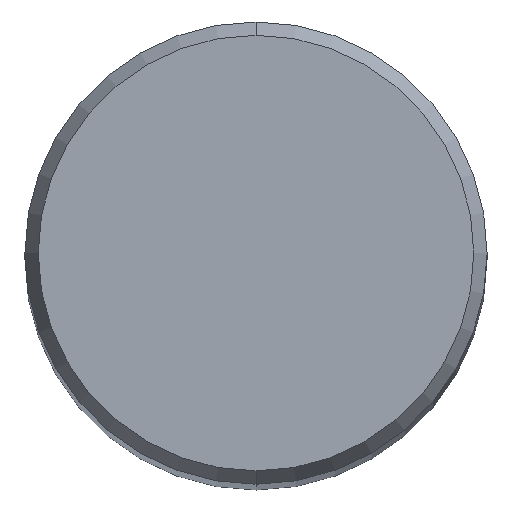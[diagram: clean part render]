
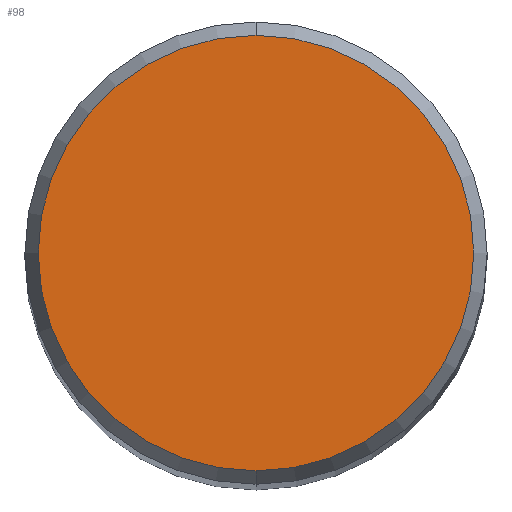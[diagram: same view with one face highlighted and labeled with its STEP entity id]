
A CAD part, top view. The second image highlights one B-rep face of the part: STEP entity #98.
In plain terms, the highlighted planar face has unit normal (0, 0, 1).
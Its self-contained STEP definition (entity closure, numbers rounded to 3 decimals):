
#98=ADVANCED_FACE('',(#243),#244,.T.);
#166=EDGE_CURVE('',#196,#198,#323,.T.);
#176=EDGE_CURVE('',#198,#196,#334,.T.);
#196=VERTEX_POINT('',#356);
#198=VERTEX_POINT('',#358);
#243=FACE_OUTER_BOUND('',#398,.T.);
#244=PLANE('',#399);
#323=CIRCLE('',#499,3.746);
#334=CIRCLE('',#514,3.746);
#356=CARTESIAN_POINT('',(0.,-3.746,0.0));
#358=CARTESIAN_POINT('',(0.0,3.746,0.0));
#398=EDGE_LOOP('',(#580,#581));
#399=AXIS2_PLACEMENT_3D('',#582,#583,#584);
#499=AXIS2_PLACEMENT_3D('',#701,#702,#703);
#514=AXIS2_PLACEMENT_3D('',#716,#717,#718);
#580=ORIENTED_EDGE('',*,*,#176,.F.);
#581=ORIENTED_EDGE('',*,*,#166,.F.);
#582=CARTESIAN_POINT('',(0.0,1.873,0.0));
#583=DIRECTION('',(-0.0,0.0,1.0));
#584=DIRECTION('',(0.0,-1.0,0.0));
#701=CARTESIAN_POINT('',(0.0,0.0,0.0));
#702=DIRECTION('',(0.0,0.0,-1.0));
#703=DIRECTION('',(0.0,1.0,0.0));
#716=CARTESIAN_POINT('',(0.0,0.0,0.0));
#717=DIRECTION('',(0.0,0.0,-1.0));
#718=DIRECTION('',(0.0,1.0,0.0));
